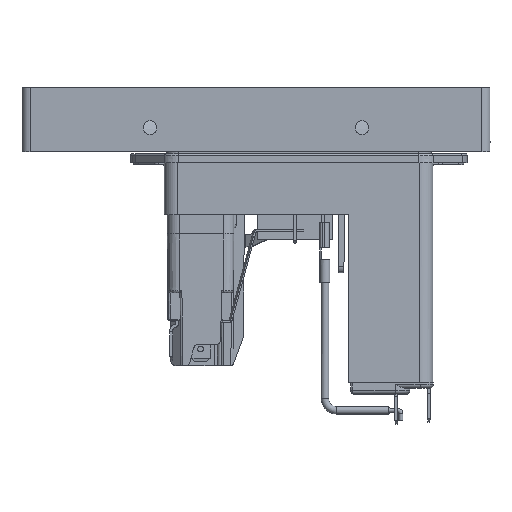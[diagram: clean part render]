
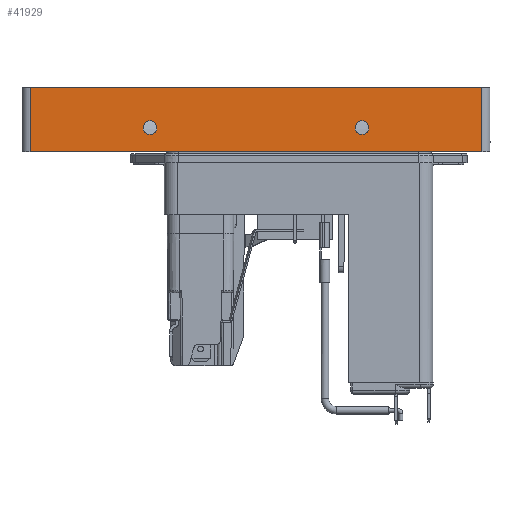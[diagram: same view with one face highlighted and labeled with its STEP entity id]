
A CAD part, front view. The second image highlights one B-rep face of the part: STEP entity #41929.
In plain terms, the highlighted planar face has unit normal (0, -1, 0).
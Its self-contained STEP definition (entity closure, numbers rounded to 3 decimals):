
#985=FACE_BOUND('',#7345,.T.);
#986=FACE_BOUND('',#7346,.T.);
#2107=CIRCLE('',#45238,1.7);
#2108=CIRCLE('',#45239,1.7);
#4954=FACE_OUTER_BOUND('',#7344,.T.);
#7344=EDGE_LOOP('',(#38313,#38314,#38315,#38316));
#7345=EDGE_LOOP('',(#38317));
#7346=EDGE_LOOP('',(#38318));
#11690=LINE('',#79289,#16096);
#11718=LINE('',#79371,#16124);
#11757=LINE('',#79686,#16163);
#11758=LINE('',#79687,#16164);
#16096=VECTOR('',#55942,10.);
#16124=VECTOR('',#56014,10.);
#16163=VECTOR('',#56205,10.);
#16164=VECTOR('',#56206,10.);
#19986=VERTEX_POINT('',#79286);
#19987=VERTEX_POINT('',#79288);
#20019=VERTEX_POINT('',#79370);
#20061=VERTEX_POINT('',#79685);
#20062=VERTEX_POINT('',#79688);
#20063=VERTEX_POINT('',#79690);
#26025=EDGE_CURVE('',#19986,#19987,#11690,.T.);
#26066=EDGE_CURVE('',#19986,#20019,#11718,.T.);
#26150=EDGE_CURVE('',#20019,#20061,#11757,.T.);
#26151=EDGE_CURVE('',#19987,#20061,#11758,.T.);
#26152=EDGE_CURVE('',#20062,#20062,#2107,.T.);
#26153=EDGE_CURVE('',#20063,#20063,#2108,.T.);
#38313=ORIENTED_EDGE('',*,*,#26066,.T.);
#38314=ORIENTED_EDGE('',*,*,#26150,.T.);
#38315=ORIENTED_EDGE('',*,*,#26151,.F.);
#38316=ORIENTED_EDGE('',*,*,#26025,.F.);
#38317=ORIENTED_EDGE('',*,*,#26152,.T.);
#38318=ORIENTED_EDGE('',*,*,#26153,.T.);
#39715=PLANE('',#45237);
#41929=ADVANCED_FACE('',(#4954,#985,#986),#39715,.F.);
#45237=AXIS2_PLACEMENT_3D('',#79684,#56203,#56204);
#45238=AXIS2_PLACEMENT_3D('',#79689,#56207,#56208);
#45239=AXIS2_PLACEMENT_3D('',#79691,#56209,#56210);
#55942=DIRECTION('',(0.,0.,1.));
#56014=DIRECTION('',(1.,0.,0.));
#56203=DIRECTION('center_axis',(0.,1.,0.));
#56204=DIRECTION('ref_axis',(1.,0.,0.));
#56205=DIRECTION('',(0.,0.,1.));
#56206=DIRECTION('',(1.,0.,0.));
#56207=DIRECTION('center_axis',(0.,1.,0.));
#56208=DIRECTION('ref_axis',(-1.,0.,0.));
#56209=DIRECTION('center_axis',(0.,1.,0.));
#56210=DIRECTION('ref_axis',(-1.,0.,0.));
#79286=CARTESIAN_POINT('',(-9.669,263.941,81.256));
#79288=CARTESIAN_POINT('',(-9.669,263.941,97.265));
#79289=CARTESIAN_POINT('',(-9.669,263.941,97.265));
#79370=CARTESIAN_POINT('',(103.331,263.941,81.256));
#79371=CARTESIAN_POINT('',(17.581,263.941,81.256));
#79684=CARTESIAN_POINT('Origin',(-11.669,263.941,97.265));
#79685=CARTESIAN_POINT('',(103.331,263.941,97.265));
#79686=CARTESIAN_POINT('',(103.331,263.941,97.265));
#79687=CARTESIAN_POINT('',(-14.669,263.941,97.265));
#79688=CARTESIAN_POINT('',(75.031,263.941,87.265));
#79689=CARTESIAN_POINT('Origin',(73.331,263.941,87.265));
#79690=CARTESIAN_POINT('',(22.031,263.941,87.265));
#79691=CARTESIAN_POINT('Origin',(20.331,263.941,87.265));
